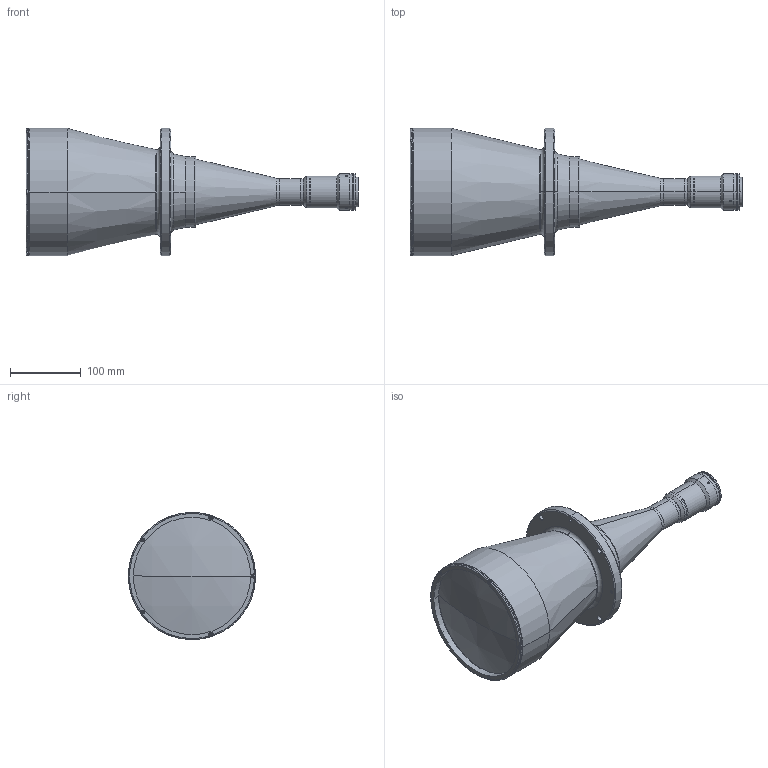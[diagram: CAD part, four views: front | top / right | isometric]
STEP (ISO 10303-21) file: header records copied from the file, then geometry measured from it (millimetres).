
FILE_DESCRIPTION (( 'STEP AP203' ), '1' );
FILE_NAME ('DP32124-A_TC4MHRP120-J.step', '2022-06-15T15:25:44', ( '' ), ( '' ), 'SwSTEP 2.0', 'SolidWorks 2021', '' );
FILE_SCHEMA (( 'CONFIG_CONTROL_DESIGN' ));
Length unit declared in the file: millimetre
Products named in the file (1): DP32124-A_TC4MHRP120-J
Bounding box: 469.9 x 180 x 180 mm (x, y, z)
Surface area: 236900.8 mm2 (no closed solid volume)
Topology: 0 solids, 31 shells, 201 faces, 577 edges, 393 vertices
Faces by surface type: cylinder 86, plane 58, cone 28, torus 27, sphere 2
Entity records: 7001 total; most frequent: CARTESIAN_POINT 1524, DIRECTION 1246, ORIENTED_EDGE 938, EDGE_CURVE 569, AXIS2_PLACEMENT_3D 497, VERTEX_POINT 393, CIRCLE 295, LINE 252
